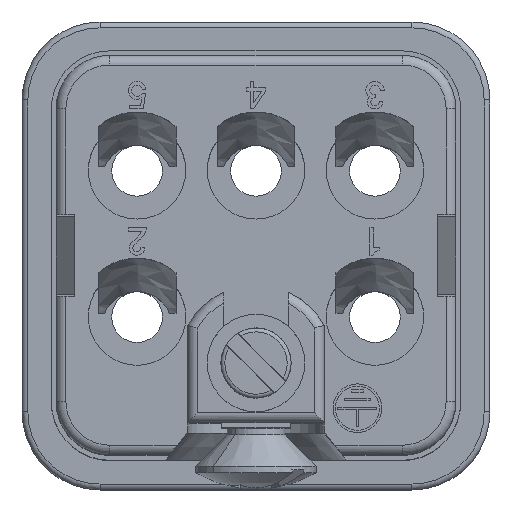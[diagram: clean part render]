
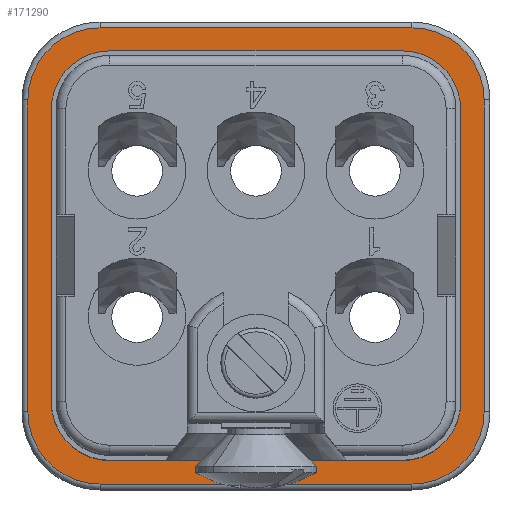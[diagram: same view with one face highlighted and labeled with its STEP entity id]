
A CAD part, top view. The second image highlights one B-rep face of the part: STEP entity #171290.
In plain terms, the highlighted face is planar.
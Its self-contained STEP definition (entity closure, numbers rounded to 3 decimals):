
#76600=CARTESIAN_POINT('',(0.,60.298,6.65));
#76610=DIRECTION('',(1.,0.,-0.));
#76620=VECTOR('',#76610,1.);
#76630=LINE('',#76600,#76620);
#76640=CARTESIAN_POINT('',(43.206,60.298,6.65));
#76650=VERTEX_POINT('',#76640);
#76660=CARTESIAN_POINT('',(58.206,60.298,6.65));
#76670=VERTEX_POINT('',#76660);
#76680=EDGE_CURVE('',#76650,#76670,#76630,.T.);
#77210=CARTESIAN_POINT('',(43.206,39.298,6.65));
#77220=VERTEX_POINT('',#77210);
#77250=CARTESIAN_POINT('',(0.,39.298,6.65));
#77260=DIRECTION('',(-1.,0.,0.));
#77270=VECTOR('',#77260,1.);
#77280=LINE('',#77250,#77270);
#77290=CARTESIAN_POINT('',(58.206,39.298,6.65));
#77300=VERTEX_POINT('',#77290);
#77310=EDGE_CURVE('',#77300,#77220,#77280,.T.);
#77490=CARTESIAN_POINT('',(61.206,0.,6.65));
#77500=DIRECTION('',(0.,-1.,0.));
#77510=VECTOR('',#77500,1.);
#77520=LINE('',#77490,#77510);
#77530=CARTESIAN_POINT('',(61.206,57.298,6.65));
#77540=VERTEX_POINT('',#77530);
#77550=CARTESIAN_POINT('',(61.206,42.298,6.65));
#77560=VERTEX_POINT('',#77550);
#77570=EDGE_CURVE('',#77540,#77560,#77520,.T.);
#78100=CARTESIAN_POINT('',(40.206,57.298,6.65));
#78110=VERTEX_POINT('',#78100);
#78140=CARTESIAN_POINT('',(40.206,0.,6.65));
#78150=DIRECTION('',(0.,1.,-0.));
#78160=VECTOR('',#78150,1.);
#78170=LINE('',#78140,#78160);
#78180=CARTESIAN_POINT('',(40.206,42.298,6.65));
#78190=VERTEX_POINT('',#78180);
#78200=EDGE_CURVE('',#78190,#78110,#78170,.T.);
#101220=CARTESIAN_POINT('',(43.206,42.298,6.65));
#101230=DIRECTION('',(0.,0.,-1.));
#101240=DIRECTION('',(-1.,0.,0.));
#101250=AXIS2_PLACEMENT_3D('',#101220,#101230,#101240);
#101260=CIRCLE('',#101250,3.);
#101270=EDGE_CURVE('',#77220,#78190,#101260,.T.);
#101530=CARTESIAN_POINT('',(43.206,57.298,6.65));
#101540=DIRECTION('',(0.,0.,-1.));
#101550=DIRECTION('',(-1.,0.,0.));
#101560=AXIS2_PLACEMENT_3D('',#101530,#101540,#101550);
#101570=CIRCLE('',#101560,3.);
#101580=EDGE_CURVE('',#78110,#76650,#101570,.T.);
#102250=CARTESIAN_POINT('',(58.206,57.298,6.65));
#102260=DIRECTION('',(0.,0.,-1.));
#102270=DIRECTION('',(-1.,0.,0.));
#102280=AXIS2_PLACEMENT_3D('',#102250,#102260,#102270);
#102290=CIRCLE('',#102280,3.);
#102300=EDGE_CURVE('',#76670,#77540,#102290,.T.);
#102890=CARTESIAN_POINT('',(58.206,42.298,6.65));
#102900=DIRECTION('',(0.,0.,-1.));
#102910=DIRECTION('',(-1.,0.,0.));
#102920=AXIS2_PLACEMENT_3D('',#102890,#102900,#102910);
#102930=CIRCLE('',#102920,3.);
#102940=EDGE_CURVE('',#77560,#77300,#102930,.T.);
#170440=CARTESIAN_POINT('',(60.923,44.336,
6.65));
#170450=DIRECTION('',(0.,0.,1.));
#170460=DIRECTION('',(1.,0.,0.));
#170470=AXIS2_PLACEMENT_3D('',#170440,#170450,#170460);
#170480=PLANE('',#170470);
#170490=ORIENTED_EDGE('',*,*,#78200,.F.);
#170500=ORIENTED_EDGE('',*,*,#101580,.F.);
#170510=ORIENTED_EDGE('',*,*,#76680,.F.);
#170520=ORIENTED_EDGE('',*,*,#102300,.F.);
#170530=ORIENTED_EDGE('',*,*,#77570,.F.);
#170540=ORIENTED_EDGE('',*,*,#102940,.F.);
#170550=ORIENTED_EDGE('',*,*,#77310,.F.);
#170560=ORIENTED_EDGE('',*,*,#101270,.F.);
#170570=EDGE_LOOP('',(#170560,#170550,#170540,#170530,#170520,#170510,
#170500,#170490));
#170580=FACE_BOUND('',#170570,.T.);
#170590=CARTESIAN_POINT('',(42.706,41.798,
6.65));
#170600=DIRECTION('',(0.,0.,1.));
#170610=DIRECTION('',(1.,0.,0.));
#170620=AXIS2_PLACEMENT_3D('',#170590,#170600,#170610);
#170630=CIRCLE('',#170620,3.7);
#170640=CARTESIAN_POINT('',(39.006,41.798,
6.65));
#170650=VERTEX_POINT('',#170640);
#170660=CARTESIAN_POINT('',(42.706,38.098,
6.65));
#170670=VERTEX_POINT('',#170660);
#170680=EDGE_CURVE('',#170650,#170670,#170630,.T.);
#170690=ORIENTED_EDGE('',*,*,#170680,.F.);
#170700=CARTESIAN_POINT('',(52.176,38.098,
6.65));
#170710=DIRECTION('',(-1.,0.,0.));
#170720=VECTOR('',#170710,1.);
#170730=LINE('',#170700,#170720);
#170740=CARTESIAN_POINT('',(58.706,38.098,
6.65));
#170750=VERTEX_POINT('',#170740);
#170760=EDGE_CURVE('',#170750,#170670,#170730,.T.);
#170770=ORIENTED_EDGE('',*,*,#170760,.T.);
#170780=CARTESIAN_POINT('',(58.706,41.798,
6.65));
#170790=DIRECTION('',(0.,0.,1.));
#170800=DIRECTION('',(1.,0.,0.));
#170810=AXIS2_PLACEMENT_3D('',#170780,#170790,#170800);
#170820=CIRCLE('',#170810,3.7);
#170830=CARTESIAN_POINT('',(62.406,41.798,
6.65));
#170840=VERTEX_POINT('',#170830);
#170850=EDGE_CURVE('',#170750,#170840,#170820,.T.);
#170860=ORIENTED_EDGE('',*,*,#170850,.F.);
#170870=CARTESIAN_POINT('',(62.406,59.158,
6.65));
#170880=DIRECTION('',(0.,-1.,0.));
#170890=VECTOR('',#170880,1.);
#170900=LINE('',#170870,#170890);
#170910=CARTESIAN_POINT('',(62.406,57.798,
6.65));
#170920=VERTEX_POINT('',#170910);
#170930=EDGE_CURVE('',#170920,#170840,#170900,.T.);
#170940=ORIENTED_EDGE('',*,*,#170930,.T.);
#170950=CARTESIAN_POINT('',(58.706,57.798,
6.65));
#170960=DIRECTION('',(0.,0.,1.));
#170970=DIRECTION('',(1.,0.,0.));
#170980=AXIS2_PLACEMENT_3D('',#170950,#170960,#170970);
#170990=CIRCLE('',#170980,3.7);
#171000=CARTESIAN_POINT('',(58.706,61.498,
6.65));
#171010=VERTEX_POINT('',#171000);
#171020=EDGE_CURVE('',#170920,#171010,#170990,.T.);
#171030=ORIENTED_EDGE('',*,*,#171020,.F.);
#171040=CARTESIAN_POINT('',(52.176,61.498,
6.65));
#171050=DIRECTION('',(1.,0.,0.));
#171060=VECTOR('',#171050,1.);
#171070=LINE('',#171040,#171060);
#171080=CARTESIAN_POINT('',(42.706,61.498,
6.65));
#171090=VERTEX_POINT('',#171080);
#171100=EDGE_CURVE('',#171090,#171010,#171070,.T.);
#171110=ORIENTED_EDGE('',*,*,#171100,.T.);
#171120=CARTESIAN_POINT('',(42.706,57.798,
6.65));
#171130=DIRECTION('',(0.,0.,1.));
#171140=DIRECTION('',(1.,0.,0.));
#171150=AXIS2_PLACEMENT_3D('',#171120,#171130,#171140);
#171160=CIRCLE('',#171150,3.7);
#171170=CARTESIAN_POINT('',(39.006,57.798,
6.65));
#171180=VERTEX_POINT('',#171170);
#171190=EDGE_CURVE('',#171090,#171180,#171160,.T.);
#171200=ORIENTED_EDGE('',*,*,#171190,.F.);
#171210=CARTESIAN_POINT('',(39.006,59.158,
6.65));
#171220=DIRECTION('',(0.,1.,0.));
#171230=VECTOR('',#171220,1.);
#171240=LINE('',#171210,#171230);
#171250=EDGE_CURVE('',#170650,#171180,#171240,.T.);
#171260=ORIENTED_EDGE('',*,*,#171250,.T.);
#171270=EDGE_LOOP('',(#171260,#171200,#171110,#171030,#170940,#170860,
#170770,#170690));
#171280=FACE_OUTER_BOUND('',#171270,.T.);
#171290=ADVANCED_FACE('',(#170580,#171280),#170480,.F.);
